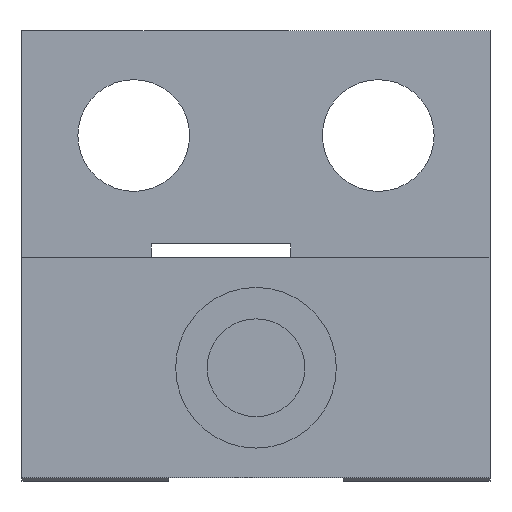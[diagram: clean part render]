
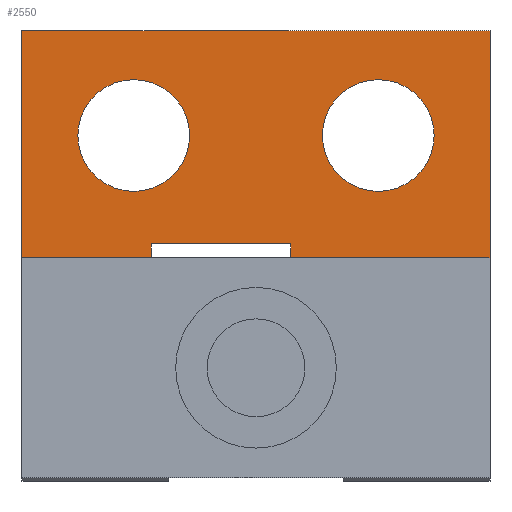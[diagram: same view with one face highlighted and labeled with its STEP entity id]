
A CAD part, front view. The second image highlights one B-rep face of the part: STEP entity #2550.
In plain terms, the highlighted planar face has unit normal (0, -1, 0).
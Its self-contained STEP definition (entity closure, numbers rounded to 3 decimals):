
#38 = CARTESIAN_POINT ( 'NONE',  ( -2.5, -1.4, -3.5 ) ) ;
#39 = AXIS2_PLACEMENT_3D ( 'NONE', #1977, #1597, #2386 ) ;
#104 = VECTOR ( 'NONE', #214, 1000. ) ;
#123 = AXIS2_PLACEMENT_3D ( 'NONE', #1254, #2040, #1054 ) ;
#148 = AXIS2_PLACEMENT_3D ( 'NONE', #186, #606, #981 ) ;
#186 = CARTESIAN_POINT ( 'NONE',  ( -7., -1.4, 0. ) ) ;
#205 = CARTESIAN_POINT ( 'NONE',  ( 3.2, -1.4, 3. ) ) ;
#211 = VECTOR ( 'NONE', #1765, 1000. ) ;
#214 = DIRECTION ( 'NONE',  ( 1., 0., 0. ) ) ;
#218 = CARTESIAN_POINT ( 'NONE',  ( -10.2, -1.4, -3.5 ) ) ;
#274 = VECTOR ( 'NONE', #1033, 1000. ) ;
#283 = DIRECTION ( 'NONE',  ( 1., 0., 0. ) ) ;
#304 = ORIENTED_EDGE ( 'NONE', *, *, #539, .T. ) ;
#340 = ORIENTED_EDGE ( 'NONE', *, *, #1090, .T. ) ;
#343 = EDGE_CURVE ( 'NONE', #417, #2319, #534, .T. ) ;
#367 = FACE_OUTER_BOUND ( 'NONE', #569, .T. ) ;
#374 = VECTOR ( 'NONE', #868, 1000. ) ;
#403 = ORIENTED_EDGE ( 'NONE', *, *, #2208, .T. ) ;
#417 = VERTEX_POINT ( 'NONE', #1496 ) ;
#420 = CIRCLE ( 'NONE', #123, 1.6 ) ;
#534 = LINE ( 'NONE', #1336, #1494 ) ;
#539 = EDGE_CURVE ( 'NONE', #2319, #2308, #1600, .T. ) ;
#556 = CARTESIAN_POINT ( 'NONE',  ( -1.6, -1.4, 0. ) ) ;
#569 = EDGE_LOOP ( 'NONE', ( #838, #1896, #304, #2345, #2254, #776, #403, #2098 ) ) ;
#606 = DIRECTION ( 'NONE',  ( 0., 1., 0. ) ) ;
#649 = FACE_BOUND ( 'NONE', #1551, .T. ) ;
#657 = EDGE_CURVE ( 'NONE', #820, #2421, #1455, .T. ) ;
#697 = DIRECTION ( 'NONE',  ( -1., 0., 0. ) ) ;
#717 = CARTESIAN_POINT ( 'NONE',  ( -10.2, -1.4, -3.5 ) ) ;
#724 = AXIS2_PLACEMENT_3D ( 'NONE', #1642, #1457, #697 ) ;
#750 = VECTOR ( 'NONE', #1404, 1000. ) ;
#776 = ORIENTED_EDGE ( 'NONE', *, *, #657, .T. ) ;
#783 = VERTEX_POINT ( 'NONE', #1727 ) ;
#787 = CARTESIAN_POINT ( 'NONE',  ( -6.5, -1.4, -3.1 ) ) ;
#814 = VECTOR ( 'NONE', #283, 1000. ) ;
#820 = VERTEX_POINT ( 'NONE', #1092 ) ;
#838 = ORIENTED_EDGE ( 'NONE', *, *, #1132, .T. ) ;
#868 = DIRECTION ( 'NONE',  ( 0., 0., -1. ) ) ;
#880 = CARTESIAN_POINT ( 'NONE',  ( -10.2, -1.4, 3. ) ) ;
#914 = CARTESIAN_POINT ( 'NONE',  ( -5.4, -1.4, 0. ) ) ;
#941 = EDGE_LOOP ( 'NONE', ( #2091, #1839 ) ) ;
#952 = DIRECTION ( 'NONE',  ( 0., 1., 0. ) ) ;
#967 = LINE ( 'NONE', #2184, #211 ) ;
#981 = DIRECTION ( 'NONE',  ( -1., 0., 0. ) ) ;
#983 = EDGE_CURVE ( 'NONE', #1673, #2546, #2371, .T. ) ;
#1033 = DIRECTION ( 'NONE',  ( 0., 0., 1. ) ) ;
#1037 = CARTESIAN_POINT ( 'NONE',  ( -10.2, -1.4, 3. ) ) ;
#1054 = DIRECTION ( 'NONE',  ( -1., 0., 0. ) ) ;
#1080 = CARTESIAN_POINT ( 'NONE',  ( -6.5, -1.4, 3. ) ) ;
#1090 = EDGE_CURVE ( 'NONE', #2128, #2112, #420, .T. ) ;
#1092 = CARTESIAN_POINT ( 'NONE',  ( -10.2, -1.4, 3. ) ) ;
#1106 = CARTESIAN_POINT ( 'NONE',  ( -8.6, -1.4, 0. ) ) ;
#1132 = EDGE_CURVE ( 'NONE', #1863, #417, #967, .T. ) ;
#1181 = FACE_BOUND ( 'NONE', #941, .T. ) ;
#1254 = CARTESIAN_POINT ( 'NONE',  ( -7., -1.4, 0. ) ) ;
#1284 = LINE ( 'NONE', #1037, #814 ) ;
#1336 = CARTESIAN_POINT ( 'NONE',  ( -2.5, -1.4, 3. ) ) ;
#1353 = CARTESIAN_POINT ( 'NONE',  ( -10.2, -1.4, 3. ) ) ;
#1398 = CARTESIAN_POINT ( 'NONE',  ( -10.2, -1.4, -3.5 ) ) ;
#1400 = CIRCLE ( 'NONE', #724, 1.6 ) ;
#1404 = DIRECTION ( 'NONE',  ( 1., 0., 0. ) ) ;
#1414 = LINE ( 'NONE', #205, #1771 ) ;
#1453 = LINE ( 'NONE', #1080, #274 ) ;
#1455 = LINE ( 'NONE', #880, #374 ) ;
#1457 = DIRECTION ( 'NONE',  ( 0., 1., 0. ) ) ;
#1494 = VECTOR ( 'NONE', #2125, 1000. ) ;
#1496 = CARTESIAN_POINT ( 'NONE',  ( -2.5, -1.4, -3.1 ) ) ;
#1522 = EDGE_CURVE ( 'NONE', #2546, #1673, #1400, .T. ) ;
#1551 = EDGE_LOOP ( 'NONE', ( #340, #2469 ) ) ;
#1597 = DIRECTION ( 'NONE',  ( 0., 1., 0. ) ) ;
#1600 = LINE ( 'NONE', #218, #750 ) ;
#1614 = EDGE_CURVE ( 'NONE', #820, #2439, #1284, .T. ) ;
#1642 = CARTESIAN_POINT ( 'NONE',  ( 0., -1.4, 0. ) ) ;
#1673 = VERTEX_POINT ( 'NONE', #556 ) ;
#1727 = CARTESIAN_POINT ( 'NONE',  ( -6.5, -1.4, -3.5 ) ) ;
#1736 = AXIS2_PLACEMENT_3D ( 'NONE', #1353, #952, #2156 ) ;
#1765 = DIRECTION ( 'NONE',  ( 1., 0., 0. ) ) ;
#1767 = LINE ( 'NONE', #1398, #104 ) ;
#1769 = DIRECTION ( 'NONE',  ( 0., 0., -1. ) ) ;
#1771 = VECTOR ( 'NONE', #1769, 1000. ) ;
#1828 = EDGE_CURVE ( 'NONE', #2439, #2308, #1414, .T. ) ;
#1839 = ORIENTED_EDGE ( 'NONE', *, *, #1522, .T. ) ;
#1863 = VERTEX_POINT ( 'NONE', #787 ) ;
#1887 = CARTESIAN_POINT ( 'NONE',  ( 3.2, -1.4, 3. ) ) ;
#1896 = ORIENTED_EDGE ( 'NONE', *, *, #343, .T. ) ;
#1935 = PLANE ( 'NONE',  #1736 ) ;
#1977 = CARTESIAN_POINT ( 'NONE',  ( 0., -1.4, 0. ) ) ;
#2023 = EDGE_CURVE ( 'NONE', #783, #1863, #1453, .T. ) ;
#2040 = DIRECTION ( 'NONE',  ( 0., 1., 0. ) ) ;
#2091 = ORIENTED_EDGE ( 'NONE', *, *, #983, .T. ) ;
#2094 = CIRCLE ( 'NONE', #148, 1.6 ) ;
#2098 = ORIENTED_EDGE ( 'NONE', *, *, #2023, .T. ) ;
#2112 = VERTEX_POINT ( 'NONE', #914 ) ;
#2125 = DIRECTION ( 'NONE',  ( 0., 0., -1. ) ) ;
#2128 = VERTEX_POINT ( 'NONE', #1106 ) ;
#2156 = DIRECTION ( 'NONE',  ( 1., 0., 0. ) ) ;
#2184 = CARTESIAN_POINT ( 'NONE',  ( -10.2, -1.4, -3.1 ) ) ;
#2208 = EDGE_CURVE ( 'NONE', #2421, #783, #1767, .T. ) ;
#2217 = CARTESIAN_POINT ( 'NONE',  ( 3.2, -1.4, -3.5 ) ) ;
#2254 = ORIENTED_EDGE ( 'NONE', *, *, #1614, .F. ) ;
#2258 = EDGE_CURVE ( 'NONE', #2112, #2128, #2094, .T. ) ;
#2308 = VERTEX_POINT ( 'NONE', #2217 ) ;
#2319 = VERTEX_POINT ( 'NONE', #38 ) ;
#2345 = ORIENTED_EDGE ( 'NONE', *, *, #1828, .F. ) ;
#2356 = CARTESIAN_POINT ( 'NONE',  ( 1.6, -1.4, 0. ) ) ;
#2371 = CIRCLE ( 'NONE', #39, 1.6 ) ;
#2386 = DIRECTION ( 'NONE',  ( -1., 0., 0. ) ) ;
#2421 = VERTEX_POINT ( 'NONE', #717 ) ;
#2439 = VERTEX_POINT ( 'NONE', #1887 ) ;
#2469 = ORIENTED_EDGE ( 'NONE', *, *, #2258, .T. ) ;
#2546 = VERTEX_POINT ( 'NONE', #2356 ) ;
#2550 = ADVANCED_FACE ( 'NONE', ( #1181, #649, #367 ), #1935, .F. ) ;
